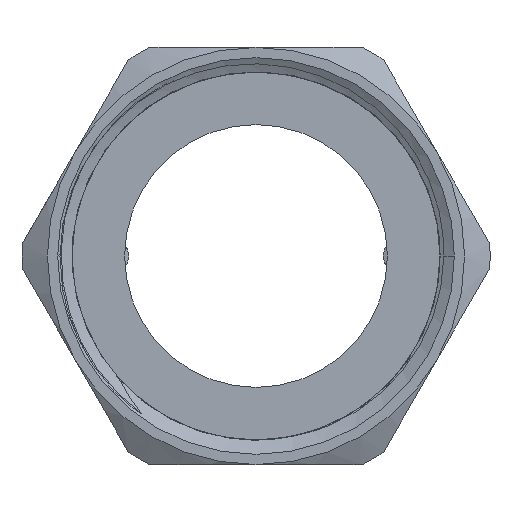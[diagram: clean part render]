
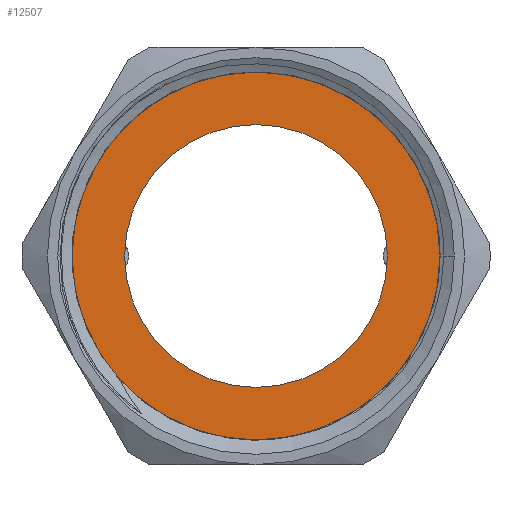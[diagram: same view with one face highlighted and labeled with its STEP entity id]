
A CAD part, left-side view. The second image highlights one B-rep face of the part: STEP entity #12507.
In plain terms, the highlighted planar face has unit normal (-1, 0, 0).
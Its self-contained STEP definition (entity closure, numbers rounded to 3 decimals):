
#12382=CARTESIAN_POINT('',(0.,0.,0.));
#12383=DIRECTION('',(-1.,0.,0.));
#12384=DIRECTION('',(0.,1.,0.));
#12385=AXIS2_PLACEMENT_3D('',#12382,#12383,#12384);
#12390=CARTESIAN_POINT('',(0.,0.,0.));
#12391=DIRECTION('',(1.,0.,0.));
#12392=DIRECTION('',(0.,1.,0.));
#12393=AXIS2_PLACEMENT_3D('',#12390,#12391,#12392);
#12398=CARTESIAN_POINT('',(0.,0.,0.));
#12399=DIRECTION('',(1.,0.,0.));
#12400=DIRECTION('',(0.,1.,0.));
#12401=AXIS2_PLACEMENT_3D('',#12398,#12399,#12400);
#12420=CARTESIAN_POINT('',(0.,0.,0.));
#12421=DIRECTION('',(-1.,0.,0.));
#12422=DIRECTION('',(0.,1.,0.));
#12423=AXIS2_PLACEMENT_3D('',#12420,#12421,#12422);
#12474=CARTESIAN_POINT('',(0.,16.,0.));
#12476=VERTEX_POINT('',#12474);
#12479=CARTESIAN_POINT('',(0.,22.4,0.));
#12481=VERTEX_POINT('',#12479);
#12482=CARTESIAN_POINT('',(0.,-16.,0.));
#12484=VERTEX_POINT('',#12482);
#12487=CARTESIAN_POINT('',(0.,-22.4,0.));
#12489=VERTEX_POINT('',#12487);
#12490=CARTESIAN_POINT('',(0.,0.,0.));
#12491=DIRECTION('',(1.,0.,0.));
#12492=DIRECTION('',(0.,-1.,0.));
#12493=AXIS2_PLACEMENT_3D('',#12490,#12491,#12492);
#12494=PLANE('',#12493);
#12496=ORIENTED_EDGE('',*,*,#12495,.F.);
#12498=ORIENTED_EDGE('',*,*,#12497,.T.);
#12499=EDGE_LOOP('',(#12496,#12498));
#12500=FACE_OUTER_BOUND('',#12499,.F.);
#12502=ORIENTED_EDGE('',*,*,#12501,.F.);
#12504=ORIENTED_EDGE('',*,*,#12503,.T.);
#12505=EDGE_LOOP('',(#12502,#12504));
#12506=FACE_BOUND('',#12505,.F.);
#12507=ADVANCED_FACE('',(#12500,#12506),#12494,.F.);
#12386=CIRCLE('',#12385,22.4);
#12394=CIRCLE('',#12393,22.4);
#12402=CIRCLE('',#12401,16.);
#12424=CIRCLE('',#12423,16.);
#12495=EDGE_CURVE('',#12481,#12489,#12386,.T.);
#12497=EDGE_CURVE('',#12481,#12489,#12394,.T.);
#12501=EDGE_CURVE('',#12476,#12484,#12402,.T.);
#12503=EDGE_CURVE('',#12476,#12484,#12424,.T.);
